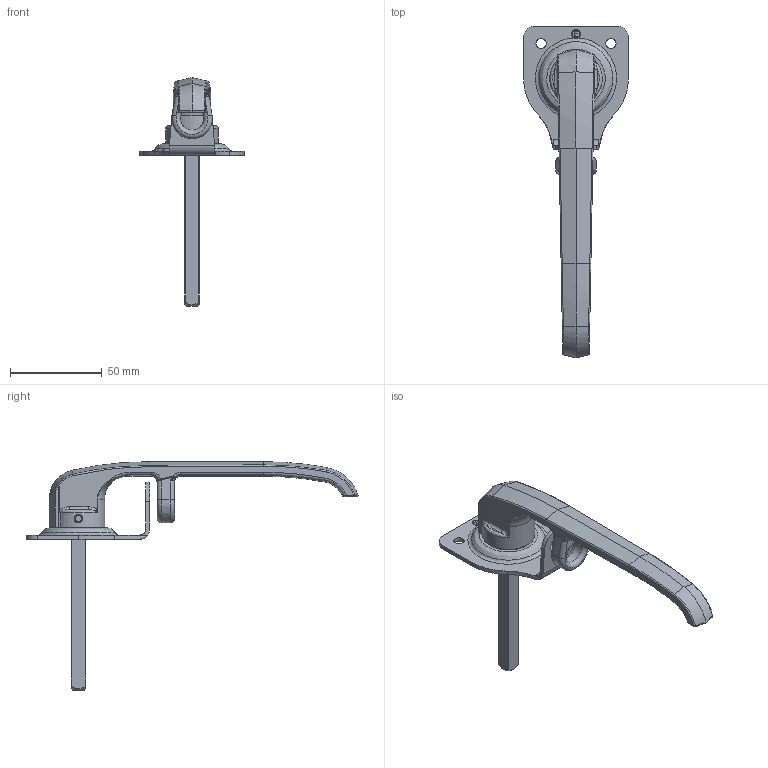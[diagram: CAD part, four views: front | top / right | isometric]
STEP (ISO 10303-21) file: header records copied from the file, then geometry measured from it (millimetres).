
FILE_DESCRIPTION((''),'2;1');
FILE_NAME('5655-X.stp','2012-09-11T14:51:24',('fredp'),(''),'Autodesk Inventor 2012','Autodesk Inventor 2012','');
FILE_SCHEMA(('AUTOMOTIVE_DESIGN { 1 0 10303 214 1 1 1 1 }'));
Length unit declared in the file: inch
Products named in the file (1): 5655-X
Bounding box: 57.15 x 180.97 x 124.61 mm (x, y, z)
Volume: 49982.7 mm3; surface area: 26983.9 mm2
Topology: 7 solids, 7 shells, 343 faces, 847 edges, 523 vertices
Faces by surface type: plane 138, bspline 88, cylinder 86, cone 19, torus 10, sphere 2
Full cylindrical faces by diameter (mm): 4.318 x1, 4.737 x1, 4.775 x3, 4.826 x1, 5.563 x3, 12.7 x2, 14.288 x1, 14.605 x1, 14.618 x1, 19.876 x1, 22.352 x2, 28.448 x1
Entity records: 16150 total; most frequent: CARTESIAN_POINT 8311, ORIENTED_EDGE 1608, DIRECTION 1337, EDGE_CURVE 804, VERTEX_POINT 511, AXIS2_PLACEMENT_3D 475, EDGE_LOOP 401, VECTOR 387
